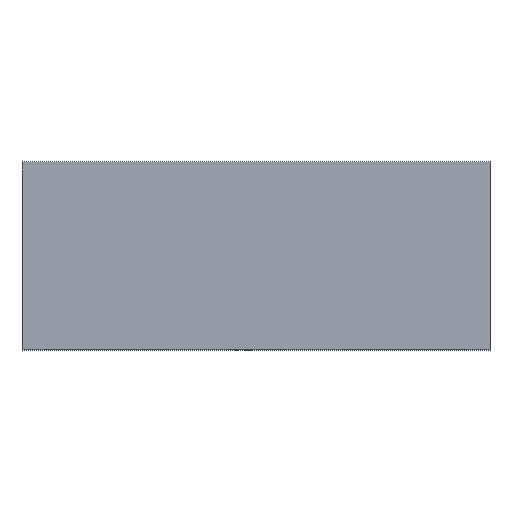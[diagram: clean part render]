
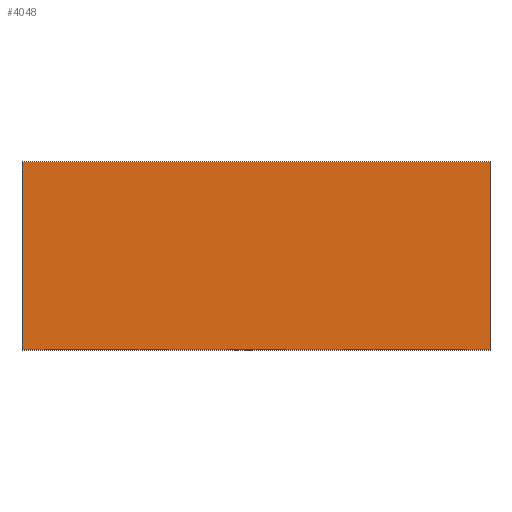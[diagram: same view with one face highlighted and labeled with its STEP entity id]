
A CAD part, top view. The second image highlights one B-rep face of the part: STEP entity #4048.
In plain terms, the highlighted planar face has unit normal (0, 0, 1).
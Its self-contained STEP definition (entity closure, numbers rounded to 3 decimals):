
#33 = FACE_OUTER_BOUND ( 'NONE', #1763, .T. ) ;
#101 = CARTESIAN_POINT ( 'NONE',  ( 1., 0.8, 1. ) ) ;
#119 = DIRECTION ( 'NONE',  ( 1., 0., 0. ) ) ;
#392 = DIRECTION ( 'NONE',  ( 0., -1., 0. ) ) ;
#451 = VERTEX_POINT ( 'NONE', #101 ) ;
#523 = ORIENTED_EDGE ( 'NONE', *, *, #1401, .T. ) ;
#778 = LINE ( 'NONE', #2803, #1890 ) ;
#926 = VECTOR ( 'NONE', #392, 1000. ) ;
#998 = PLANE ( 'NONE',  #2813 ) ;
#1025 = LINE ( 'NONE', #3615, #926 ) ;
#1063 = CARTESIAN_POINT ( 'NONE',  ( 1., 0.8, 1. ) ) ;
#1123 = VECTOR ( 'NONE', #119, 1000. ) ;
#1155 = CARTESIAN_POINT ( 'NONE',  ( -1., 0., 1. ) ) ;
#1300 = LINE ( 'NONE', #2904, #3295 ) ;
#1313 = CARTESIAN_POINT ( 'NONE',  ( 1., 0.8, 1. ) ) ;
#1368 = VERTEX_POINT ( 'NONE', #1155 ) ;
#1394 = DIRECTION ( 'NONE',  ( -1., 0., 0. ) ) ;
#1401 = EDGE_CURVE ( 'NONE', #3070, #451, #778, .T. ) ;
#1512 = DIRECTION ( 'NONE',  ( 0., 1., 0. ) ) ;
#1562 = ORIENTED_EDGE ( 'NONE', *, *, #3672, .T. ) ;
#1713 = VERTEX_POINT ( 'NONE', #2319 ) ;
#1763 = EDGE_LOOP ( 'NONE', ( #523, #3707, #1562, #2613 ) ) ;
#1890 = VECTOR ( 'NONE', #1512, 1000. ) ;
#2228 = DIRECTION ( 'NONE',  ( 1., 0., 0. ) ) ;
#2319 = CARTESIAN_POINT ( 'NONE',  ( -1., 0.8, 1. ) ) ;
#2613 = ORIENTED_EDGE ( 'NONE', *, *, #3484, .T. ) ;
#2803 = CARTESIAN_POINT ( 'NONE',  ( 1., 0.8, 1. ) ) ;
#2813 = AXIS2_PLACEMENT_3D ( 'NONE', #1313, #3285, #1394 ) ;
#2904 = CARTESIAN_POINT ( 'NONE',  ( 0., 0., 1. ) ) ;
#3070 = VERTEX_POINT ( 'NONE', #3072 ) ;
#3072 = CARTESIAN_POINT ( 'NONE',  ( 1., 0., 1. ) ) ;
#3285 = DIRECTION ( 'NONE',  ( 0., 0., -1. ) ) ;
#3295 = VECTOR ( 'NONE', #2228, 1000. ) ;
#3484 = EDGE_CURVE ( 'NONE', #1368, #3070, #1300, .T. ) ;
#3561 = EDGE_CURVE ( 'NONE', #1713, #451, #3636, .T. ) ;
#3615 = CARTESIAN_POINT ( 'NONE',  ( -1., 0.8, 1. ) ) ;
#3636 = LINE ( 'NONE', #1063, #1123 ) ;
#3672 = EDGE_CURVE ( 'NONE', #1713, #1368, #1025, .T. ) ;
#3707 = ORIENTED_EDGE ( 'NONE', *, *, #3561, .F. ) ;
#4048 = ADVANCED_FACE ( 'NONE', ( #33 ), #998, .F. ) ;
